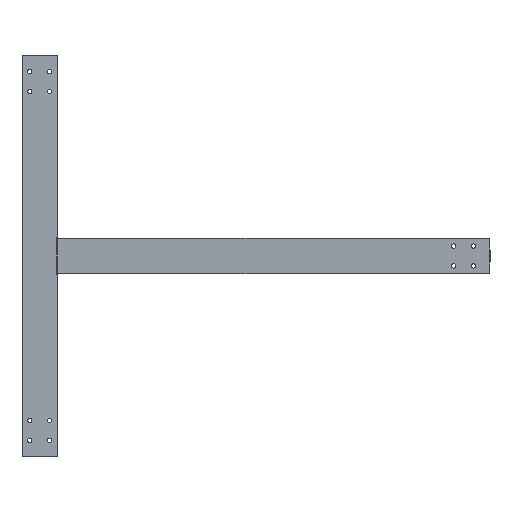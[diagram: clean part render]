
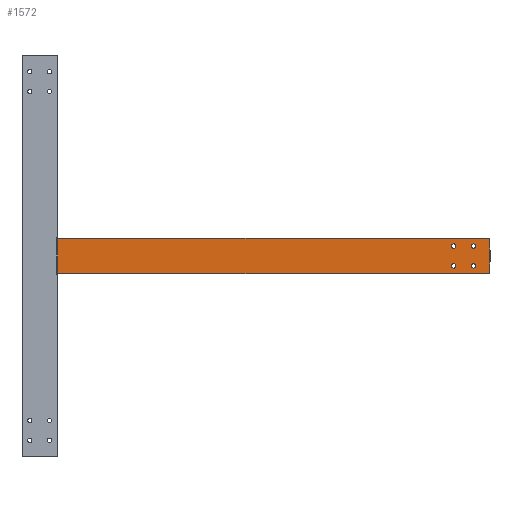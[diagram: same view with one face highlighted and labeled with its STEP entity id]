
A CAD part, front view. The second image highlights one B-rep face of the part: STEP entity #1572.
In plain terms, the highlighted planar face has unit normal (0, -1, 0).
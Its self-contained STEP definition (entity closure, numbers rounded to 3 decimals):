
#24=FACE_BOUND('',#273,.T.);
#25=FACE_BOUND('',#274,.T.);
#26=FACE_BOUND('',#275,.T.);
#27=FACE_BOUND('',#276,.T.);
#120=PLANE('',#1750);
#191=FACE_OUTER_BOUND('',#272,.T.);
#272=EDGE_LOOP('',(#1290,#1291,#1292,#1293));
#273=EDGE_LOOP('',(#1294));
#274=EDGE_LOOP('',(#1295));
#275=EDGE_LOOP('',(#1296));
#276=EDGE_LOOP('',(#1297));
#445=LINE('',#2549,#559);
#453=LINE('',#2564,#567);
#454=LINE('',#2568,#568);
#559=VECTOR('',#2132,10.);
#567=VECTOR('',#2144,10.);
#568=VECTOR('',#2149,10.);
#671=CIRCLE('',#1704,5.);
#675=CIRCLE('',#1710,5.);
#687=CIRCLE('',#1728,5.);
#691=CIRCLE('',#1734,5.);
#696=CIRCLE('',#1751,455.);
#767=VERTEX_POINT('',#2425);
#771=VERTEX_POINT('',#2437);
#783=VERTEX_POINT('',#2473);
#787=VERTEX_POINT('',#2485);
#808=VERTEX_POINT('',#2545);
#810=VERTEX_POINT('',#2548);
#815=VERTEX_POINT('',#2562);
#816=VERTEX_POINT('',#2566);
#941=EDGE_CURVE('',#767,#767,#671,.T.);
#947=EDGE_CURVE('',#771,#771,#675,.T.);
#965=EDGE_CURVE('',#783,#783,#687,.T.);
#971=EDGE_CURVE('',#787,#787,#691,.T.);
#1001=EDGE_CURVE('',#810,#808,#445,.T.);
#1009=EDGE_CURVE('',#815,#808,#453,.T.);
#1010=EDGE_CURVE('',#816,#815,#696,.T.);
#1011=EDGE_CURVE('',#810,#816,#454,.T.);
#1290=ORIENTED_EDGE('',*,*,#1001,.T.);
#1291=ORIENTED_EDGE('',*,*,#1009,.F.);
#1292=ORIENTED_EDGE('',*,*,#1010,.F.);
#1293=ORIENTED_EDGE('',*,*,#1011,.F.);
#1294=ORIENTED_EDGE('',*,*,#941,.T.);
#1295=ORIENTED_EDGE('',*,*,#947,.T.);
#1296=ORIENTED_EDGE('',*,*,#965,.T.);
#1297=ORIENTED_EDGE('',*,*,#971,.T.);
#1572=ADVANCED_FACE('',(#191,#24,#25,#26,#27),#120,.F.);
#1704=AXIS2_PLACEMENT_3D('',#2427,#2009,#2010);
#1710=AXIS2_PLACEMENT_3D('',#2439,#2023,#2024);
#1728=AXIS2_PLACEMENT_3D('',#2475,#2065,#2066);
#1734=AXIS2_PLACEMENT_3D('',#2487,#2079,#2080);
#1750=AXIS2_PLACEMENT_3D('',#2565,#2145,#2146);
#1751=AXIS2_PLACEMENT_3D('',#2567,#2147,#2148);
#2009=DIRECTION('center_axis',(0.,1.,0.));
#2010=DIRECTION('ref_axis',(-1.,0.,0.));
#2023=DIRECTION('center_axis',(0.,1.,0.));
#2024=DIRECTION('ref_axis',(-1.,0.,0.));
#2065=DIRECTION('center_axis',(0.,1.,0.));
#2066=DIRECTION('ref_axis',(-1.,0.,0.));
#2079=DIRECTION('center_axis',(0.,1.,0.));
#2080=DIRECTION('ref_axis',(-1.,0.,0.));
#2132=DIRECTION('',(0.,0.,-1.));
#2144=DIRECTION('',(-1.,0.,0.));
#2145=DIRECTION('center_axis',(0.,1.,0.));
#2146=DIRECTION('ref_axis',(-1.,0.,0.));
#2147=DIRECTION('center_axis',(0.,1.,0.));
#2148=DIRECTION('ref_axis',(0.,0.,1.));
#2149=DIRECTION('',(1.,0.,0.));
#2425=CARTESIAN_POINT('',(462.574,155.,22.426));
#2427=CARTESIAN_POINT('Origin',(457.574,155.,22.426));
#2437=CARTESIAN_POINT('',(507.426,155.,-22.426));
#2439=CARTESIAN_POINT('Origin',(502.426,155.,-22.426));
#2473=CARTESIAN_POINT('',(462.574,155.,-22.426));
#2475=CARTESIAN_POINT('Origin',(457.574,155.,-22.426));
#2485=CARTESIAN_POINT('',(507.426,155.,22.426));
#2487=CARTESIAN_POINT('Origin',(502.426,155.,22.426));
#2545=CARTESIAN_POINT('',(-439.,155.,-40.));
#2548=CARTESIAN_POINT('',(-439.,155.,40.));
#2549=CARTESIAN_POINT('',(-439.,155.,0.));
#2562=CARTESIAN_POINT('',(538.238,155.,-40.));
#2564=CARTESIAN_POINT('',(540.,155.,-40.));
#2565=CARTESIAN_POINT('Origin',(10.,155.,0.));
#2566=CARTESIAN_POINT('',(538.238,155.,40.));
#2567=CARTESIAN_POINT('Origin',(85.,155.,0.));
#2568=CARTESIAN_POINT('',(-540.,155.,40.));
